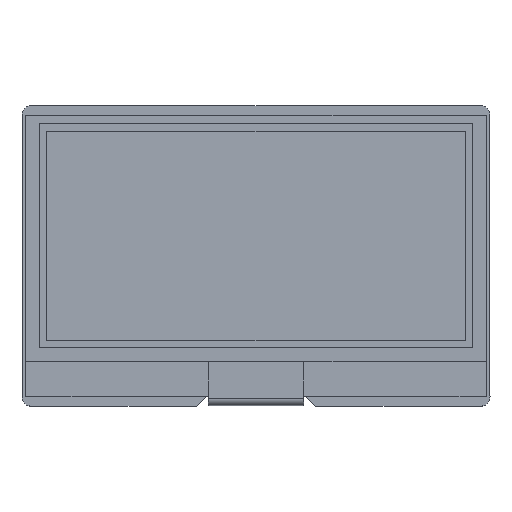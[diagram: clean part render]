
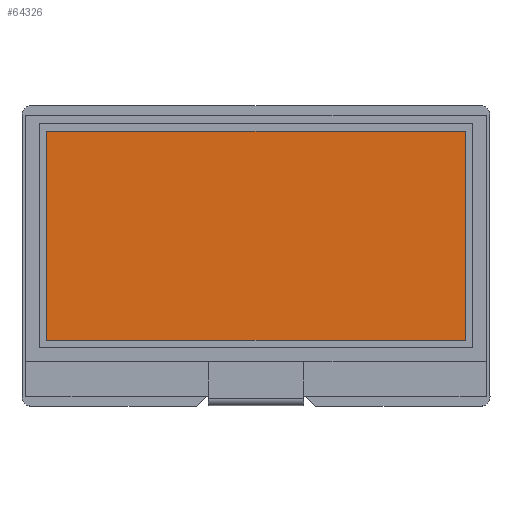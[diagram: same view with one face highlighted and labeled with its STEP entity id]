
A CAD part, top view. The second image highlights one B-rep face of the part: STEP entity #64326.
In plain terms, the highlighted planar face has unit normal (0, 0, 1).
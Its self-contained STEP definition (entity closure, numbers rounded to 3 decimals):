
#63707=DIRECTION('',(0.,-1.,0.));
#63708=VECTOR('',#63707,27.49);
#63709=CARTESIAN_POINT('',(-27.505,13.745,1.95));
#63710=LINE('',#63709,#63708);
#63714=DIRECTION('',(-1.,0.,0.));
#63715=VECTOR('',#63714,55.01);
#63716=CARTESIAN_POINT('',(27.505,13.745,1.95));
#63717=LINE('',#63716,#63715);
#63721=DIRECTION('',(0.,1.,0.));
#63722=VECTOR('',#63721,27.49);
#63723=CARTESIAN_POINT('',(27.505,-13.745,1.95));
#63724=LINE('',#63723,#63722);
#63728=DIRECTION('',(1.,0.,0.));
#63729=VECTOR('',#63728,55.01);
#63730=CARTESIAN_POINT('',(-27.505,-13.745,1.95));
#63731=LINE('',#63730,#63729);
#63763=CARTESIAN_POINT('',(-27.505,13.745,1.95));
#63764=CARTESIAN_POINT('',(-27.505,-13.745,1.95));
#63765=VERTEX_POINT('',#63763);
#63766=VERTEX_POINT('',#63764);
#63767=CARTESIAN_POINT('',(27.505,-13.745,1.95));
#63768=VERTEX_POINT('',#63767);
#63769=CARTESIAN_POINT('',(27.505,13.745,1.95));
#63770=VERTEX_POINT('',#63769);
#64315=CARTESIAN_POINT('',(0.,0.,1.95));
#64316=DIRECTION('',(0.,0.,1.));
#64317=DIRECTION('',(1.,0.,0.));
#64318=AXIS2_PLACEMENT_3D('',#64315,#64316,#64317);
#64319=PLANE('',#64318);
#64320=ORIENTED_EDGE('',*,*,#64267,.F.);
#64321=ORIENTED_EDGE('',*,*,#64282,.F.);
#64322=ORIENTED_EDGE('',*,*,#64296,.F.);
#64323=ORIENTED_EDGE('',*,*,#64309,.F.);
#64324=EDGE_LOOP('',(#64320,#64321,#64322,#64323));
#64325=FACE_OUTER_BOUND('',#64324,.F.);
#64326=ADVANCED_FACE('',(#64325),#64319,.T.);
#64267=EDGE_CURVE('',#63765,#63766,#63710,.T.);
#64282=EDGE_CURVE('',#63770,#63765,#63717,.T.);
#64296=EDGE_CURVE('',#63768,#63770,#63724,.T.);
#64309=EDGE_CURVE('',#63766,#63768,#63731,.T.);
